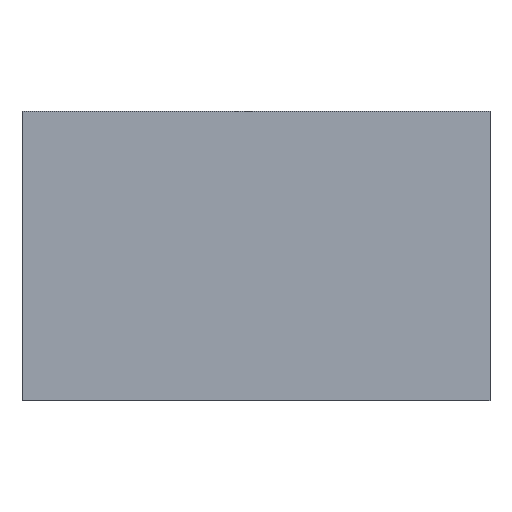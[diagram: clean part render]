
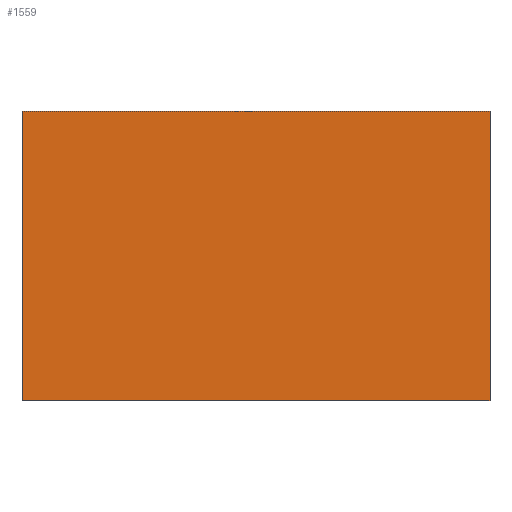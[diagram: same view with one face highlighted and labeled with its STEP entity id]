
A CAD part, front view. The second image highlights one B-rep face of the part: STEP entity #1559.
In plain terms, the highlighted planar face has unit normal (0, -1, 0).
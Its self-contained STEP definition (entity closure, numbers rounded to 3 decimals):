
#44 = VERTEX_POINT ( 'NONE', #1157 ) ;
#213 = ORIENTED_EDGE ( 'NONE', *, *, #779, .F. ) ;
#375 = CARTESIAN_POINT ( 'NONE',  ( 165., 0., 6. ) ) ;
#409 = EDGE_CURVE ( 'NONE', #1067, #836, #2087, .T. ) ;
#445 = CARTESIAN_POINT ( 'NONE',  ( 0., 0., 0. ) ) ;
#654 = LINE ( 'NONE', #2231, #1540 ) ;
#669 = CARTESIAN_POINT ( 'NONE',  ( 0., 0., 6. ) ) ;
#708 = VECTOR ( 'NONE', #1012, 1000. ) ;
#779 = EDGE_CURVE ( 'NONE', #2018, #836, #2386, .T. ) ;
#806 = CARTESIAN_POINT ( 'NONE',  ( 165., 0., 0. ) ) ;
#815 = CARTESIAN_POINT ( 'NONE',  ( 0., 0., 0. ) ) ;
#819 = LINE ( 'NONE', #806, #708 ) ;
#836 = VERTEX_POINT ( 'NONE', #669 ) ;
#852 = DIRECTION ( 'NONE',  ( 0., -1., 0. ) ) ;
#861 = EDGE_CURVE ( 'NONE', #2018, #44, #654, .T. ) ;
#866 = EDGE_LOOP ( 'NONE', ( #213, #1997, #2478, #1123 ) ) ;
#870 = DIRECTION ( 'NONE',  ( 1., 0., 0. ) ) ;
#1012 = DIRECTION ( 'NONE',  ( 0., 0., -1. ) ) ;
#1067 = VERTEX_POINT ( 'NONE', #375 ) ;
#1123 = ORIENTED_EDGE ( 'NONE', *, *, #409, .T. ) ;
#1157 = CARTESIAN_POINT ( 'NONE',  ( 165., 0., -96. ) ) ;
#1208 = CARTESIAN_POINT ( 'NONE',  ( 0., 0., -96. ) ) ;
#1225 = VECTOR ( 'NONE', #1695, 1000. ) ;
#1237 = AXIS2_PLACEMENT_3D ( 'NONE', #445, #852, #1557 ) ;
#1317 = CARTESIAN_POINT ( 'NONE',  ( 165., 0., 6. ) ) ;
#1389 = DIRECTION ( 'NONE',  ( 0., 0., 1. ) ) ;
#1408 = FACE_OUTER_BOUND ( 'NONE', #866, .T. ) ;
#1540 = VECTOR ( 'NONE', #870, 1000. ) ;
#1544 = EDGE_CURVE ( 'NONE', #1067, #44, #819, .T. ) ;
#1557 = DIRECTION ( 'NONE',  ( 0., 0., -1. ) ) ;
#1559 = ADVANCED_FACE ( 'NONE', ( #1408 ), #1585, .T. ) ;
#1585 = PLANE ( 'NONE',  #1237 ) ;
#1695 = DIRECTION ( 'NONE',  ( -1., 0., 0. ) ) ;
#1790 = VECTOR ( 'NONE', #1389, 1000. ) ;
#1997 = ORIENTED_EDGE ( 'NONE', *, *, #861, .T. ) ;
#2018 = VERTEX_POINT ( 'NONE', #1208 ) ;
#2087 = LINE ( 'NONE', #1317, #1225 ) ;
#2231 = CARTESIAN_POINT ( 'NONE',  ( 165., 0., -96. ) ) ;
#2386 = LINE ( 'NONE', #815, #1790 ) ;
#2478 = ORIENTED_EDGE ( 'NONE', *, *, #1544, .F. ) ;
